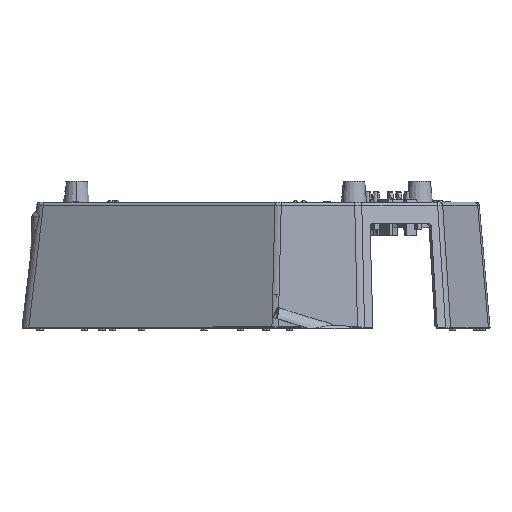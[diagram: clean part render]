
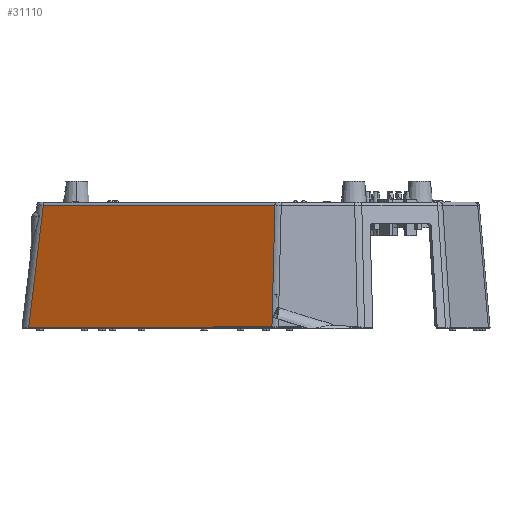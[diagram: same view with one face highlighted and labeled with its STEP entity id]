
A CAD part, left-side view. The second image highlights one B-rep face of the part: STEP entity #31110.
In plain terms, the highlighted planar face has unit normal (-0.863, 0.498, 0.087).
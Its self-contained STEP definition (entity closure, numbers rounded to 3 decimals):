
#1025 = DIRECTION ( 'NONE',  ( 0.5, 0.866, 0. ) ) ;
#2590 = CARTESIAN_POINT ( 'NONE',  ( -41.302, 113.314, 2.348 ) ) ;
#2610 = ORIENTED_EDGE ( 'NONE', *, *, #29547, .T. ) ;
#5183 = LINE ( 'NONE', #24370, #37917 ) ;
#6563 = LINE ( 'NONE', #18029, #34981 ) ;
#6576 = EDGE_LOOP ( 'NONE', ( #33674, #17111, #2610, #24242 ) ) ;
#6907 = CARTESIAN_POINT ( 'NONE',  ( -55., 90., 0. ) ) ;
#9109 = CARTESIAN_POINT ( 'NONE',  ( -104.453, 3.964, 2.18 ) ) ;
#10086 = CARTESIAN_POINT ( 'NONE',  ( -109.812, 5.481, -59.54 ) ) ;
#10455 = LINE ( 'NONE', #9109, #25345 ) ;
#11715 = VECTOR ( 'NONE', #30359, 1000. ) ;
#12227 = LINE ( 'NONE', #2590, #11715 ) ;
#12709 = VERTEX_POINT ( 'NONE', #10086 ) ;
#12825 = VERTEX_POINT ( 'NONE', #17326 ) ;
#12965 = PLANE ( 'NONE',  #15499 ) ;
#14863 = EDGE_CURVE ( 'NONE', #30067, #12709, #6563, .T. ) ;
#15499 = AXIS2_PLACEMENT_3D ( 'NONE', #6907, #34783, #1025 ) ;
#17111 = ORIENTED_EDGE ( 'NONE', *, *, #14863, .T. ) ;
#17326 = CARTESIAN_POINT ( 'NONE',  ( -41.422, 113.758, -1.369 ) ) ;
#17680 = CARTESIAN_POINT ( 'NONE',  ( -104.761, 4.051, -1.369 ) ) ;
#17895 = DIRECTION ( 'NONE',  ( -0.5, -0.866, 0. ) ) ;
#18029 = CARTESIAN_POINT ( 'NONE',  ( -109.817, 5.472, -59.54 ) ) ;
#23206 = EDGE_CURVE ( 'NONE', #35376, #12825, #5183, .T. ) ;
#24242 = ORIENTED_EDGE ( 'NONE', *, *, #23206, .T. ) ;
#24370 = CARTESIAN_POINT ( 'NONE',  ( -55.104, 90.06, -1.369 ) ) ;
#25345 = VECTOR ( 'NONE', #39776, 1000. ) ;
#25835 = EDGE_CURVE ( 'NONE', #12825, #30067, #12227, .T. ) ;
#27065 = DIRECTION ( 'NONE',  ( 0.5, 0.866, 0. ) ) ;
#29547 = EDGE_CURVE ( 'NONE', #12709, #35376, #10455, .T. ) ;
#30067 = VERTEX_POINT ( 'NONE', #34461 ) ;
#30359 = DIRECTION ( 'NONE',  ( -0.032, 0.119, -0.992 ) ) ;
#30536 = FACE_OUTER_BOUND ( 'NONE', #6576, .T. ) ;
#31110 = ADVANCED_FACE ( 'NONE', ( #30536 ), #12965, .F. ) ;
#33674 = ORIENTED_EDGE ( 'NONE', *, *, #25835, .T. ) ;
#34461 = CARTESIAN_POINT ( 'NONE',  ( -43.284, 120.71, -59.54 ) ) ;
#34783 = DIRECTION ( 'NONE',  ( 0.863, -0.498, -0.087 ) ) ;
#34981 = VECTOR ( 'NONE', #17895, 1000. ) ;
#35376 = VERTEX_POINT ( 'NONE', #17680 ) ;
#37917 = VECTOR ( 'NONE', #27065, 1000. ) ;
#39776 = DIRECTION ( 'NONE',  ( 0.086, -0.024, 0.996 ) ) ;
